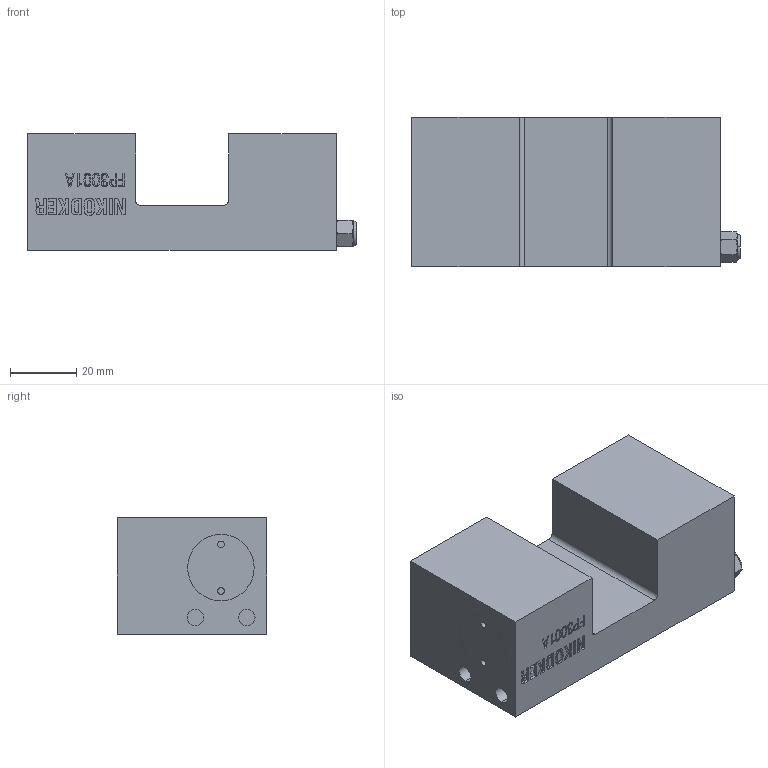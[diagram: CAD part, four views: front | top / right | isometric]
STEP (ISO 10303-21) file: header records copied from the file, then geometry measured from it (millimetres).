
FILE_DESCRIPTION (( 'STEP AP203' ), '1' );
FILE_NAME ('FP3001A.STEP', '2019-11-21T14:43:25', ( 'Users' ), ( 'Microsoft' ), 'SwSTEP 2.0', 'SolidWorks 2012', '' );
FILE_SCHEMA (( 'CONFIG_CONTROL_DESIGN' ));
Length unit declared in the file: millimetre
Products named in the file (5): FP3001A; P30-1; Air filter; P30-3; P30-2
Assembly tree (6 placements, depth 2):
  FP3001A
    P30-1
    P30-2  x2
    P30-3  x2
    Air filter
Bounding box: 99 x 45 x 35 mm (x, y, z)
Volume: 117215.5 mm3; surface area: 25104.6 mm2
Topology: 6 solids, 6 shells, 326 faces, 791 edges, 519 vertices
Faces by surface type: plane 184, bspline 64, cylinder 58, cone 16, torus 2, sphere 2
Entity records: 13486 total; most frequent: CARTESIAN_POINT 6053, ORIENTED_EDGE 1502, DIRECTION 1209, EDGE_CURVE 751, VERTEX_POINT 495, VECTOR 483, LINE 483, AXIS2_PLACEMENT_3D 363
